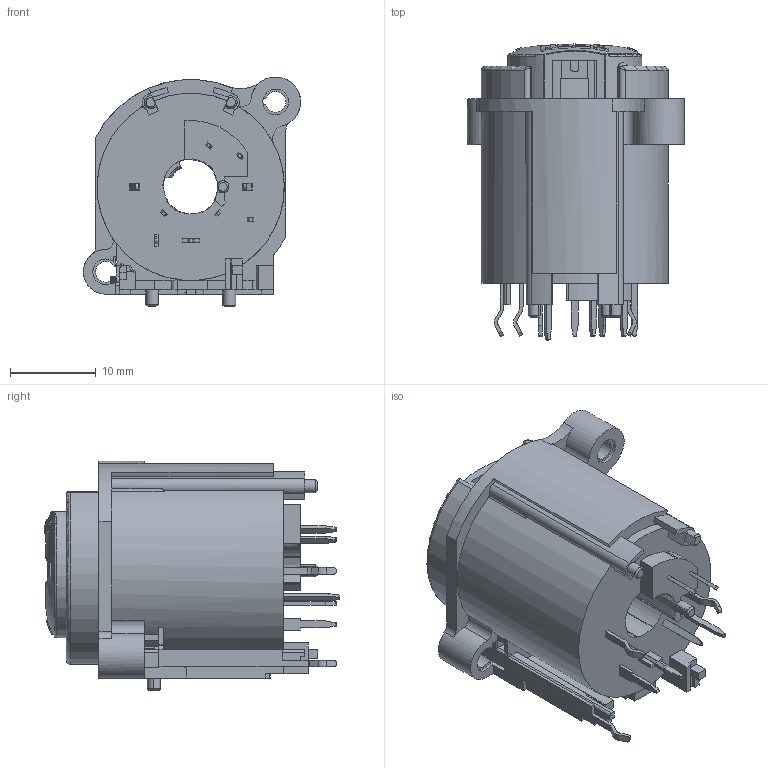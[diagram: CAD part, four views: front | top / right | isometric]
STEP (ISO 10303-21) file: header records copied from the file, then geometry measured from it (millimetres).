
FILE_DESCRIPTION((''),'2;1');
FILE_NAME('RCJ10FA_V-0','2020-06-30T',('zyj'),(''),'PRO/ENGINEER BY PARAMETRIC TECHNOLOGY CORPORATION, 2013040','PRO/ENGINEER BY PARAMETRIC TECHNOLOGY CORPORATION, 2013040','');
FILE_SCHEMA(('CONFIG_CONTROL_DESIGN','SHAPE_APPEARANCE_LAYERS_GROUPS'));
Length unit declared in the file: millimetre
Products named in the file (1): RCJ10FA_V-0
Bounding box: 25.3 x 34.48 x 26.8 mm (x, y, z)
Volume: 8263.5 mm3; surface area: 6928.5 mm2
Topology: 1 solids, 4 shells, 787 faces, 2303 edges, 1535 vertices
Faces by surface type: plane 508, cylinder 147, extrusion 52, bspline 38, cone 22, torus 17, sphere 3
Entity records: 29512 total; most frequent: CARTESIAN_POINT 9167, ORIENTED_EDGE 4600, DIRECTION 3670, EDGE_CURVE 2300, VERTEX_POINT 1535, VECTOR 1410, LINE 1358, AXIS2_PLACEMENT_3D 1130
